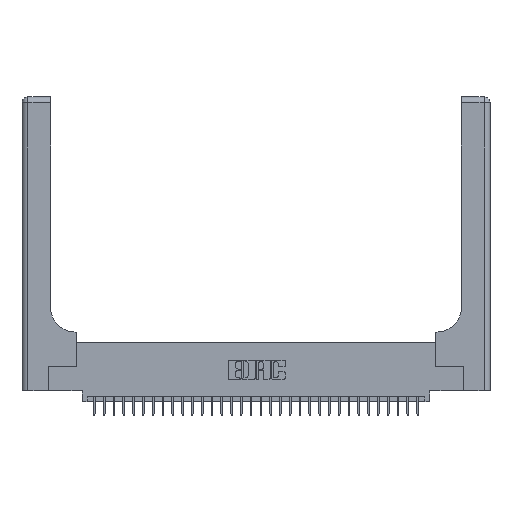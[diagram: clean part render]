
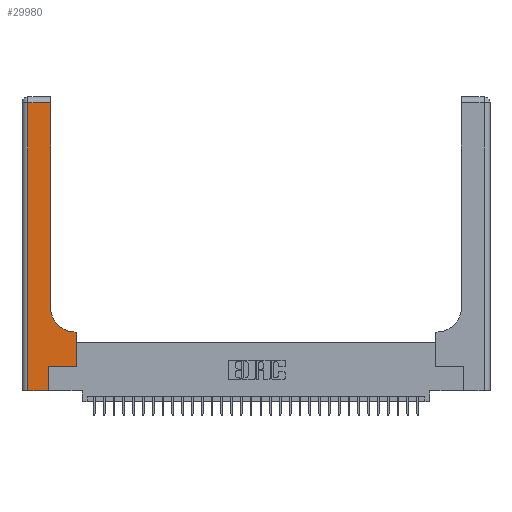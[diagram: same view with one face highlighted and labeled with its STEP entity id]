
A CAD part, top view. The second image highlights one B-rep face of the part: STEP entity #29980.
In plain terms, the highlighted planar face has unit normal (0, 0, 1).
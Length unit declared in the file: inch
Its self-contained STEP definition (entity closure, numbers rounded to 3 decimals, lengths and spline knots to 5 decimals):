
#211 = CARTESIAN_POINT ( 'NONE',  ( 0.2915, 2.94, 0.37 ) ) ;
#356 = CARTESIAN_POINT ( 'NONE',  ( 0.269, 0.25, 0.37 ) ) ;
#1409 = CARTESIAN_POINT ( 'NONE',  ( 0.5415, 0.6, 0.37 ) ) ;
#1595 = CARTESIAN_POINT ( 'NONE',  ( 0.2915, 0.6, 0.37 ) ) ;
#2378 = CARTESIAN_POINT ( 'NONE',  ( 0., 0., 0.37 ) ) ;
#2825 = CARTESIAN_POINT ( 'NONE',  ( 0.5585, 0.25, 0.37 ) ) ;
#2998 = EDGE_CURVE ( 'NONE', #25639, #9348, #6301, .T. ) ;
#3013 = VECTOR ( 'NONE', #15351, 39.37008 ) ;
#3706 = EDGE_CURVE ( 'NONE', #27318, #25421, #12491, .T. ) ;
#4098 = AXIS2_PLACEMENT_3D ( 'NONE', #19901, #23040, #32719 ) ;
#4293 = DIRECTION ( 'NONE',  ( 0., 1., 0. ) ) ;
#4470 = VECTOR ( 'NONE', #9122, 39.37008 ) ;
#4604 = VERTEX_POINT ( 'NONE', #1409 ) ;
#5721 = CARTESIAN_POINT ( 'NONE',  ( 0.06, 3., 0.37 ) ) ;
#6301 = LINE ( 'NONE', #14073, #17159 ) ;
#6428 = CARTESIAN_POINT ( 'NONE',  ( 0.269, 0.25, 0.37 ) ) ;
#6947 = CARTESIAN_POINT ( 'NONE',  ( 0.2915, 3., 0.37 ) ) ;
#8787 = LINE ( 'NONE', #6428, #4470 ) ;
#9122 = DIRECTION ( 'NONE',  ( 1., 0., 0. ) ) ;
#9348 = VERTEX_POINT ( 'NONE', #32905 ) ;
#9570 = PLANE ( 'NONE',  #4098 ) ;
#10129 = DIRECTION ( 'NONE',  ( 0., 0., -1. ) ) ;
#10442 = CARTESIAN_POINT ( 'NONE',  ( 0.5415, 0.85, 0.37 ) ) ;
#10903 = VERTEX_POINT ( 'NONE', #356 ) ;
#12491 = LINE ( 'NONE', #2378, #3013 ) ;
#12802 = FACE_OUTER_BOUND ( 'NONE', #32121, .T. ) ;
#13004 = EDGE_CURVE ( 'NONE', #17193, #28684, #27360, .T. ) ;
#13008 = EDGE_CURVE ( 'NONE', #25421, #10903, #22129, .T. ) ;
#13379 = ORIENTED_EDGE ( 'NONE', *, *, #27806, .T. ) ;
#13416 = CARTESIAN_POINT ( 'NONE',  ( 0.269, 0., 0.37 ) ) ;
#13509 = VECTOR ( 'NONE', #31427, 39.37008 ) ;
#13892 = ORIENTED_EDGE ( 'NONE', *, *, #23569, .T. ) ;
#14073 = CARTESIAN_POINT ( 'NONE',  ( 0., 2.94, 0.37 ) ) ;
#14952 = ORIENTED_EDGE ( 'NONE', *, *, #24803, .T. ) ;
#15157 = ORIENTED_EDGE ( 'NONE', *, *, #2998, .T. ) ;
#15351 = DIRECTION ( 'NONE',  ( 1., 0., 0. ) ) ;
#15788 = ORIENTED_EDGE ( 'NONE', *, *, #3706, .T. ) ;
#15939 = ORIENTED_EDGE ( 'NONE', *, *, #13008, .T. ) ;
#16941 = LINE ( 'NONE', #1595, #22124 ) ;
#16985 = ORIENTED_EDGE ( 'NONE', *, *, #22273, .T. ) ;
#17159 = VECTOR ( 'NONE', #24323, 39.37008 ) ;
#17193 = VERTEX_POINT ( 'NONE', #2825 ) ;
#17984 = AXIS2_PLACEMENT_3D ( 'NONE', #10442, #10129, #20439 ) ;
#19597 = CARTESIAN_POINT ( 'NONE',  ( 0.5585, 0.6, 0.37 ) ) ;
#19901 = CARTESIAN_POINT ( 'NONE',  ( 0., 3., 0.37 ) ) ;
#20439 = DIRECTION ( 'NONE',  ( 1., 0., 0. ) ) ;
#21110 = ORIENTED_EDGE ( 'NONE', *, *, #24330, .T. ) ;
#21661 = VECTOR ( 'NONE', #32480, 39.37008 ) ;
#22106 = LINE ( 'NONE', #6947, #21661 ) ;
#22124 = VECTOR ( 'NONE', #23112, 39.37008 ) ;
#22129 = LINE ( 'NONE', #30455, #30219 ) ;
#22273 = EDGE_CURVE ( 'NONE', #9348, #27318, #23413, .T. ) ;
#23040 = DIRECTION ( 'NONE',  ( 0., 0., -1. ) ) ;
#23112 = DIRECTION ( 'NONE',  ( -1., 0., 0. ) ) ;
#23413 = LINE ( 'NONE', #5721, #13509 ) ;
#23569 = EDGE_CURVE ( 'NONE', #28684, #4604, #16941, .T. ) ;
#24323 = DIRECTION ( 'NONE',  ( -1., 0., 0. ) ) ;
#24330 = EDGE_CURVE ( 'NONE', #28084, #25639, #22106, .T. ) ;
#24803 = EDGE_CURVE ( 'NONE', #10903, #17193, #8787, .T. ) ;
#25421 = VERTEX_POINT ( 'NONE', #13416 ) ;
#25639 = VERTEX_POINT ( 'NONE', #211 ) ;
#25739 = CARTESIAN_POINT ( 'NONE',  ( 0.2915, 0.85, 0.37 ) ) ;
#27318 = VERTEX_POINT ( 'NONE', #27663 ) ;
#27360 = LINE ( 'NONE', #28112, #31297 ) ;
#27663 = CARTESIAN_POINT ( 'NONE',  ( 0.06, 0., 0.37 ) ) ;
#27806 = EDGE_CURVE ( 'NONE', #4604, #28084, #32384, .T. ) ;
#28084 = VERTEX_POINT ( 'NONE', #25739 ) ;
#28112 = CARTESIAN_POINT ( 'NONE',  ( 0.5585, 0.25, 0.37 ) ) ;
#28684 = VERTEX_POINT ( 'NONE', #19597 ) ;
#29839 = ORIENTED_EDGE ( 'NONE', *, *, #13004, .T. ) ;
#29980 = ADVANCED_FACE ( 'NONE', ( #12802 ), #9570, .F. ) ;
#30219 = VECTOR ( 'NONE', #4293, 39.37008 ) ;
#30455 = CARTESIAN_POINT ( 'NONE',  ( 0.269, 0., 0.37 ) ) ;
#31297 = VECTOR ( 'NONE', #32329, 39.37008 ) ;
#31427 = DIRECTION ( 'NONE',  ( 0., -1., 0. ) ) ;
#32121 = EDGE_LOOP ( 'NONE', ( #21110, #15157, #16985, #15788, #15939, #14952, #29839, #13892, #13379 ) ) ;
#32329 = DIRECTION ( 'NONE',  ( 0., 1., 0. ) ) ;
#32384 = CIRCLE ( 'NONE', #17984, 0.25 ) ;
#32480 = DIRECTION ( 'NONE',  ( 0., 1., 0. ) ) ;
#32719 = DIRECTION ( 'NONE',  ( -1., 0., 0. ) ) ;
#32905 = CARTESIAN_POINT ( 'NONE',  ( 0.06, 2.94, 0.37 ) ) ;
